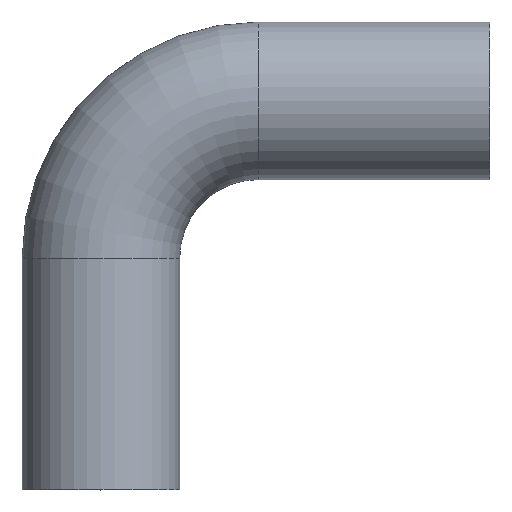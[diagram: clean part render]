
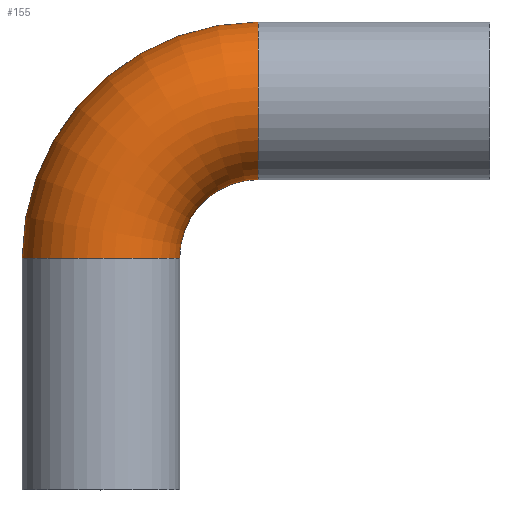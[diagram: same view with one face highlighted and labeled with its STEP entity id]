
A CAD part, top view. The second image highlights one B-rep face of the part: STEP entity #155.
In plain terms, the highlighted toroidal (fillet/blend) face has major radius 32 mm and minor radius 16 mm.
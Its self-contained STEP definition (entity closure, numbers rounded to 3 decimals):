
#91 = EDGE_CURVE( '', #147, #185, #225, .T. );
#97 = VERTEX_POINT( '', #232 );
#109 = EDGE_CURVE( '', #147, #97, #245, .T. );
#143 = EDGE_CURVE( '', #193, #97, #285, .T. );
#147 = VERTEX_POINT( '', #289 );
#155 = ADVANCED_FACE( '', ( #298 ), #299, .T. );
#185 = VERTEX_POINT( '', #332 );
#191 = EDGE_CURVE( '', #185, #193, #340, .T. );
#193 = VERTEX_POINT( '', #342 );
#225 = CIRCLE( '', #367, 48. );
#232 = CARTESIAN_POINT( '', ( 32., 63., 0. ) );
#245 = CIRCLE( '', #390, 16. );
#285 = CIRCLE( '', #443, 16. );
#289 = CARTESIAN_POINT( '', ( 32., 95., 0. ) );
#298 = FACE_OUTER_BOUND( '', #460, .T. );
#299 = TOROIDAL_SURFACE( '', #461, 32., 16. );
#332 = CARTESIAN_POINT( '', ( -16., 47., 0. ) );
#340 = CIRCLE( '', #512, 16. );
#342 = CARTESIAN_POINT( '', ( 16., 47., 0. ) );
#367 = AXIS2_PLACEMENT_3D( '', #533, #534, #535 );
#390 = AXIS2_PLACEMENT_3D( '', #553, #554, #555 );
#443 = AXIS2_PLACEMENT_3D( '', #612, #613, #614 );
#460 = EDGE_LOOP( '', ( #631, #632, #633, #634 ) );
#461 = AXIS2_PLACEMENT_3D( '', #635, #636, #637 );
#512 = AXIS2_PLACEMENT_3D( '', #692, #693, #694 );
#533 = CARTESIAN_POINT( '', ( 32., 47., 0. ) );
#534 = DIRECTION( '', ( 0., 0., 1. ) );
#535 = DIRECTION( '', ( 1., 0., 0. ) );
#553 = CARTESIAN_POINT( '', ( 32., 79., 0. ) );
#554 = DIRECTION( '', ( 1., 0., 0. ) );
#555 = DIRECTION( '', ( 0., -1., 0. ) );
#612 = CARTESIAN_POINT( '', ( 32., 47., 0. ) );
#613 = DIRECTION( '', ( 0., 0., -1. ) );
#614 = DIRECTION( '', ( 1., 0., 0. ) );
#631 = ORIENTED_EDGE( '', *, *, #91, .T. );
#632 = ORIENTED_EDGE( '', *, *, #191, .T. );
#633 = ORIENTED_EDGE( '', *, *, #143, .T. );
#634 = ORIENTED_EDGE( '', *, *, #109, .F. );
#635 = CARTESIAN_POINT( '', ( 32., 47., 0. ) );
#636 = DIRECTION( '', ( 0., 0., 1. ) );
#637 = DIRECTION( '', ( 1., 0., 0. ) );
#692 = CARTESIAN_POINT( '', ( 0., 47., 0. ) );
#693 = DIRECTION( '', ( 0., 1., 0. ) );
#694 = DIRECTION( '', ( 1., 0., 0. ) );
